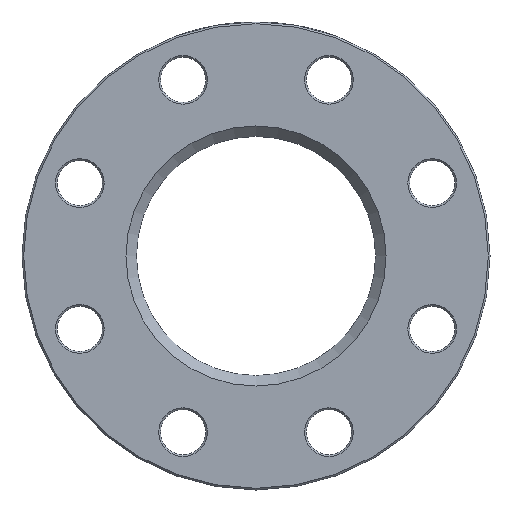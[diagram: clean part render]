
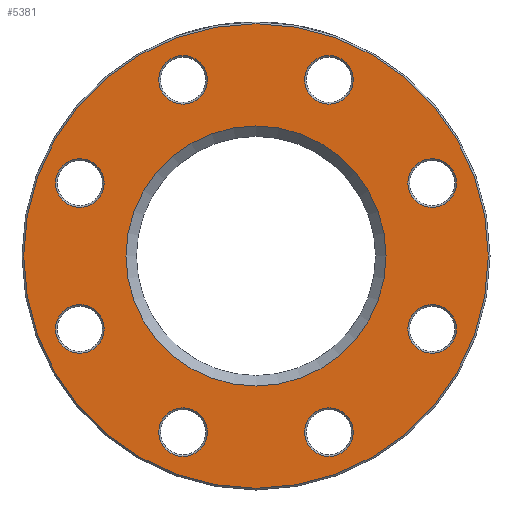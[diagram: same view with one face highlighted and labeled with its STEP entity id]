
A CAD part, left-side view. The second image highlights one B-rep face of the part: STEP entity #5381.
In plain terms, the highlighted planar face has unit normal (-1, 0, 0).
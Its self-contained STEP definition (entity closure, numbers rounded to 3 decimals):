
#133 = CARTESIAN_POINT ( 'NONE',  ( 0., 42.095, -115.627 ) ) ;
#188 = EDGE_LOOP ( 'NONE', ( #3897 ) ) ;
#317 = CARTESIAN_POINT ( 'NONE',  ( 0., 0., 0. ) ) ;
#325 = AXIS2_PLACEMENT_3D ( 'NONE', #5013, #2130, #4453 ) ;
#406 = CARTESIAN_POINT ( 'NONE',  ( 0., -101.627, 28.095 ) ) ;
#443 = EDGE_CURVE ( 'NONE', #1315, #1315, #4260, .T. ) ;
#445 = DIRECTION ( 'NONE',  ( 1., 0., 0. ) ) ;
#497 = DIRECTION ( 'NONE',  ( 0., 0., -1. ) ) ;
#541 = CARTESIAN_POINT ( 'NONE',  ( 0., -42.095, -101.627 ) ) ;
#552 = CARTESIAN_POINT ( 'NONE',  ( 0., 101.627, 28.095 ) ) ;
#602 = FACE_BOUND ( 'NONE', #604, .T. ) ;
#604 = EDGE_LOOP ( 'NONE', ( #1798 ) ) ;
#669 = ORIENTED_EDGE ( 'NONE', *, *, #5683, .T. ) ;
#689 = ORIENTED_EDGE ( 'NONE', *, *, #2383, .T. ) ;
#707 = DIRECTION ( 'NONE',  ( -1., 0., 0. ) ) ;
#974 = ORIENTED_EDGE ( 'NONE', *, *, #4757, .T. ) ;
#1015 = VERTEX_POINT ( 'NONE', #5036 ) ;
#1065 = FACE_BOUND ( 'NONE', #5261, .T. ) ;
#1078 = CARTESIAN_POINT ( 'NONE',  ( 0., 0., -134. ) ) ;
#1104 = VERTEX_POINT ( 'NONE', #2407 ) ;
#1132 = ORIENTED_EDGE ( 'NONE', *, *, #1224, .T. ) ;
#1145 = DIRECTION ( 'NONE',  ( 1., 0., 0. ) ) ;
#1182 = EDGE_LOOP ( 'NONE', ( #1357 ) ) ;
#1223 = DIRECTION ( 'NONE',  ( 0., 0., -1. ) ) ;
#1224 = EDGE_CURVE ( 'NONE', #5421, #5421, #5685, .T. ) ;
#1239 = CIRCLE ( 'NONE', #4529, 14. ) ;
#1258 = CARTESIAN_POINT ( 'NONE',  ( 0., 0., 0. ) ) ;
#1281 = EDGE_LOOP ( 'NONE', ( #2751 ) ) ;
#1314 = DIRECTION ( 'NONE',  ( 1., 0., 0. ) ) ;
#1315 = VERTEX_POINT ( 'NONE', #406 ) ;
#1357 = ORIENTED_EDGE ( 'NONE', *, *, #5740, .T. ) ;
#1369 = EDGE_CURVE ( 'NONE', #1490, #1490, #5112, .T. ) ;
#1379 = CARTESIAN_POINT ( 'NONE',  ( 0., -101.627, 42.095 ) ) ;
#1412 = EDGE_LOOP ( 'NONE', ( #2458 ) ) ;
#1490 = VERTEX_POINT ( 'NONE', #552 ) ;
#1507 = FACE_BOUND ( 'NONE', #1412, .T. ) ;
#1540 = CIRCLE ( 'NONE', #4172, 75. ) ;
#1692 = CIRCLE ( 'NONE', #5470, 14. ) ;
#1725 = CARTESIAN_POINT ( 'NONE',  ( 0., -101.627, -42.095 ) ) ;
#1750 = DIRECTION ( 'NONE',  ( 1., 0., 0. ) ) ;
#1757 = CARTESIAN_POINT ( 'NONE',  ( 0., 42.095, -101.627 ) ) ;
#1776 = CARTESIAN_POINT ( 'NONE',  ( 0., 101.627, 42.095 ) ) ;
#1798 = ORIENTED_EDGE ( 'NONE', *, *, #4909, .T. ) ;
#1885 = FACE_BOUND ( 'NONE', #188, .T. ) ;
#2054 = DIRECTION ( 'NONE',  ( 0., 0., -1. ) ) ;
#2064 = CARTESIAN_POINT ( 'NONE',  ( 0., 101.627, -42.095 ) ) ;
#2116 = DIRECTION ( 'NONE',  ( 1., 0., 0. ) ) ;
#2130 = DIRECTION ( 'NONE',  ( 1., 0., 0. ) ) ;
#2146 = CARTESIAN_POINT ( 'NONE',  ( 0., -42.095, 101.627 ) ) ;
#2273 = AXIS2_PLACEMENT_3D ( 'NONE', #1776, #1750, #2689 ) ;
#2274 = ORIENTED_EDGE ( 'NONE', *, *, #2738, .T. ) ;
#2383 = EDGE_CURVE ( 'NONE', #1104, #1104, #2728, .T. ) ;
#2394 = FACE_BOUND ( 'NONE', #4063, .T. ) ;
#2407 = CARTESIAN_POINT ( 'NONE',  ( 0., -42.095, -115.627 ) ) ;
#2458 = ORIENTED_EDGE ( 'NONE', *, *, #443, .T. ) ;
#2465 = CARTESIAN_POINT ( 'NONE',  ( 0., 101.627, -56.095 ) ) ;
#2689 = DIRECTION ( 'NONE',  ( 0., 0., -1. ) ) ;
#2710 = EDGE_LOOP ( 'NONE', ( #2274 ) ) ;
#2728 = CIRCLE ( 'NONE', #5669, 14. ) ;
#2738 = EDGE_CURVE ( 'NONE', #4139, #4139, #1692, .T. ) ;
#2751 = ORIENTED_EDGE ( 'NONE', *, *, #3282, .T. ) ;
#2850 = CARTESIAN_POINT ( 'NONE',  ( 0., 42.095, 87.627 ) ) ;
#2863 = DIRECTION ( 'NONE',  ( 0., 0., -1. ) ) ;
#2868 = FACE_BOUND ( 'NONE', #2710, .T. ) ;
#2951 = EDGE_LOOP ( 'NONE', ( #669 ) ) ;
#3019 = CARTESIAN_POINT ( 'NONE',  ( 0., 42.095, 101.627 ) ) ;
#3052 = DIRECTION ( 'NONE',  ( 0., 0., -1. ) ) ;
#3228 = AXIS2_PLACEMENT_3D ( 'NONE', #1258, #707, #3052 ) ;
#3282 = EDGE_CURVE ( 'NONE', #4700, #4700, #5169, .T. ) ;
#3304 = FACE_BOUND ( 'NONE', #2951, .T. ) ;
#3407 = DIRECTION ( 'NONE',  ( 0., 0., -1. ) ) ;
#3418 = CIRCLE ( 'NONE', #3228, 134. ) ;
#3463 = DIRECTION ( 'NONE',  ( 0., 0., -1. ) ) ;
#3490 = DIRECTION ( 'NONE',  ( 0., 0., -1. ) ) ;
#3660 = DIRECTION ( 'NONE',  ( 1., 0., 0. ) ) ;
#3686 = CIRCLE ( 'NONE', #5488, 14. ) ;
#3743 = FACE_BOUND ( 'NONE', #1281, .T. ) ;
#3757 = VERTEX_POINT ( 'NONE', #5576 ) ;
#3897 = ORIENTED_EDGE ( 'NONE', *, *, #1369, .T. ) ;
#3921 = PLANE ( 'NONE',  #325 ) ;
#4059 = AXIS2_PLACEMENT_3D ( 'NONE', #1757, #1314, #1223 ) ;
#4063 = EDGE_LOOP ( 'NONE', ( #974 ) ) ;
#4139 = VERTEX_POINT ( 'NONE', #2465 ) ;
#4172 = AXIS2_PLACEMENT_3D ( 'NONE', #317, #2116, #3407 ) ;
#4260 = CIRCLE ( 'NONE', #5786, 14. ) ;
#4273 = DIRECTION ( 'NONE',  ( 1., 0., 0. ) ) ;
#4277 = EDGE_LOOP ( 'NONE', ( #689 ) ) ;
#4439 = DIRECTION ( 'NONE',  ( 1., 0., 0. ) ) ;
#4453 = DIRECTION ( 'NONE',  ( 0., 0., -1. ) ) ;
#4494 = AXIS2_PLACEMENT_3D ( 'NONE', #2146, #1145, #3463 ) ;
#4529 = AXIS2_PLACEMENT_3D ( 'NONE', #1725, #4439, #3490 ) ;
#4646 = VERTEX_POINT ( 'NONE', #2850 ) ;
#4700 = VERTEX_POINT ( 'NONE', #5544 ) ;
#4757 = EDGE_CURVE ( 'NONE', #4646, #4646, #3686, .T. ) ;
#4909 = EDGE_CURVE ( 'NONE', #1015, #1015, #1239, .T. ) ;
#5013 = CARTESIAN_POINT ( 'NONE',  ( 0., 69., 0. ) ) ;
#5036 = CARTESIAN_POINT ( 'NONE',  ( 0., -101.627, -56.095 ) ) ;
#5112 = CIRCLE ( 'NONE', #2273, 14. ) ;
#5113 = FACE_BOUND ( 'NONE', #4277, .T. ) ;
#5125 = VERTEX_POINT ( 'NONE', #1078 ) ;
#5169 = CIRCLE ( 'NONE', #4494, 14. ) ;
#5184 = DIRECTION ( 'NONE',  ( 1., 0., 0. ) ) ;
#5261 = EDGE_LOOP ( 'NONE', ( #1132 ) ) ;
#5381 = ADVANCED_FACE ( 'NONE', ( #3304, #5561, #2394, #3743, #1507, #602, #5113, #1065, #2868, #1885 ), #3921, .F. ) ;
#5421 = VERTEX_POINT ( 'NONE', #133 ) ;
#5470 = AXIS2_PLACEMENT_3D ( 'NONE', #2064, #4273, #2863 ) ;
#5488 = AXIS2_PLACEMENT_3D ( 'NONE', #3019, #5184, #2054 ) ;
#5544 = CARTESIAN_POINT ( 'NONE',  ( 0., -42.095, 87.627 ) ) ;
#5561 = FACE_OUTER_BOUND ( 'NONE', #1182, .T. ) ;
#5576 = CARTESIAN_POINT ( 'NONE',  ( 0., 0., -75. ) ) ;
#5669 = AXIS2_PLACEMENT_3D ( 'NONE', #541, #3660, #5838 ) ;
#5683 = EDGE_CURVE ( 'NONE', #3757, #3757, #1540, .T. ) ;
#5685 = CIRCLE ( 'NONE', #4059, 14. ) ;
#5740 = EDGE_CURVE ( 'NONE', #5125, #5125, #3418, .T. ) ;
#5786 = AXIS2_PLACEMENT_3D ( 'NONE', #1379, #445, #497 ) ;
#5838 = DIRECTION ( 'NONE',  ( 0., 0., -1. ) ) ;
